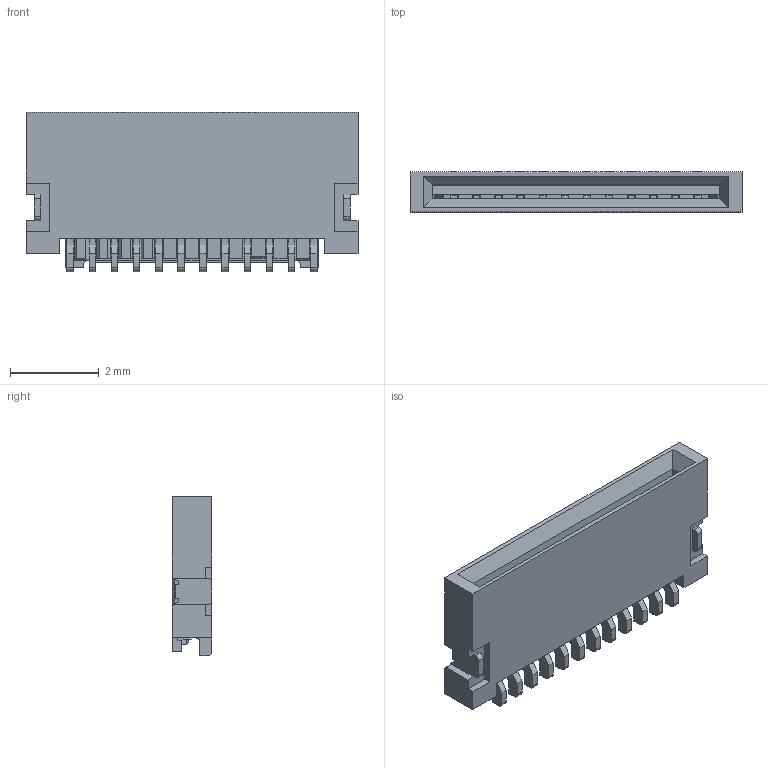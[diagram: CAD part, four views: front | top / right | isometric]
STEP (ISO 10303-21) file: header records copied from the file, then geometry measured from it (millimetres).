
FILE_DESCRIPTION (( 'STEP AP214' ), '1' );
FILE_NAME ('reoriented-59453-121110ECHLF.STEP', '2023-08-31T21:48:32', ( '' ), ( '' ), 'SwSTEP 2.0', 'SolidWorks 2021', '' );
FILE_SCHEMA (( 'AUTOMOTIVE_DESIGN' ));
Length unit declared in the file: millimetre
Products named in the file (1): reoriented-59453-121110ECHLF
Bounding box: 7.5 x 0.9 x 3.6 mm (x, y, z)
Volume: 15 mm3; surface area: 172.4 mm2
Topology: 1 solids, 1 shells, 1232 faces, 3783 edges, 2405 vertices
Faces by surface type: plane 1058, cylinder 174
Entity records: 41591 total; most frequent: ORIENTED_EDGE 7566, CARTESIAN_POINT 7543, DIRECTION 6531, EDGE_CURVE 3783, VECTOR 3433, LINE 3433, VERTEX_POINT 2405, AXIS2_PLACEMENT_3D 1549
